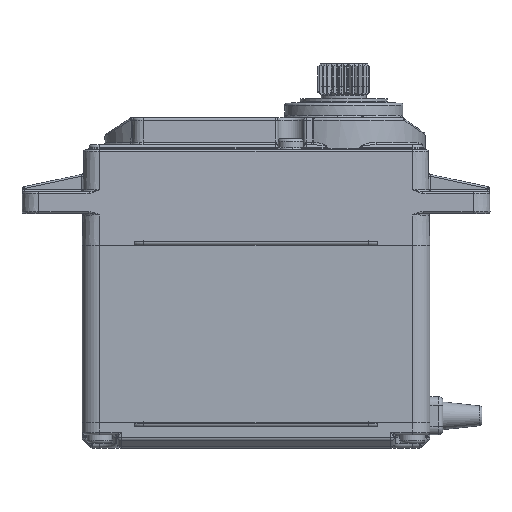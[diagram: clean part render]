
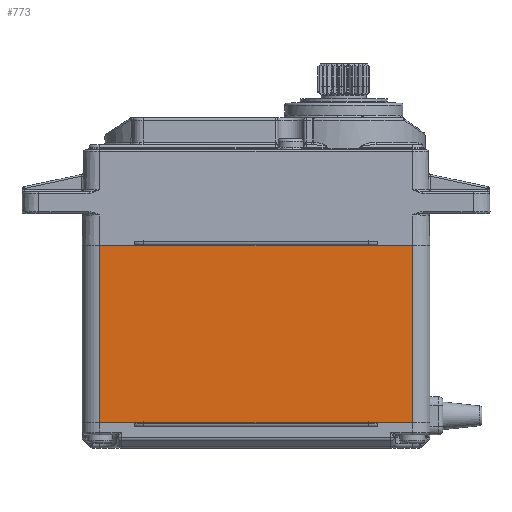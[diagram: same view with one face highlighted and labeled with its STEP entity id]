
A CAD part, top view. The second image highlights one B-rep face of the part: STEP entity #773.
In plain terms, the highlighted planar face has unit normal (0, 0, 1).
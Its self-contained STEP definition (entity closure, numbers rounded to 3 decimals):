
#152=DIRECTION('',(0.,1.,0.));
#153=VECTOR('',#152,20.4);
#154=CARTESIAN_POINT('',(-18.,-20.4,10.));
#155=LINE('',#154,#153);
#159=DIRECTION('',(0.,1.,0.));
#160=VECTOR('',#159,20.4);
#161=CARTESIAN_POINT('',(18.,-20.4,10.));
#162=LINE('',#161,#160);
#331=DIRECTION('',(1.,0.,0.));
#332=VECTOR('',#331,36.);
#333=CARTESIAN_POINT('',(-18.,-20.4,10.));
#334=LINE('',#333,#332);
#390=DIRECTION('',(1.,0.,0.));
#391=VECTOR('',#390,36.);
#392=CARTESIAN_POINT('',(-18.,0.,10.));
#393=LINE('',#392,#391);
#578=CARTESIAN_POINT('',(-18.,0.,10.));
#579=VERTEX_POINT('',#578);
#580=CARTESIAN_POINT('',(18.,0.,10.));
#581=VERTEX_POINT('',#580);
#594=CARTESIAN_POINT('',(-18.,-20.4,10.));
#595=VERTEX_POINT('',#594);
#596=CARTESIAN_POINT('',(18.,-20.4,10.));
#597=VERTEX_POINT('',#596);
#759=CARTESIAN_POINT('',(-18.,0.,10.));
#760=DIRECTION('',(0.,0.,1.));
#761=DIRECTION('',(1.,0.,0.));
#762=AXIS2_PLACEMENT_3D('',#759,#760,#761);
#763=PLANE('',#762);
#765=ORIENTED_EDGE('',*,*,#764,.F.);
#767=ORIENTED_EDGE('',*,*,#766,.F.);
#768=ORIENTED_EDGE('',*,*,#742,.T.);
#770=ORIENTED_EDGE('',*,*,#769,.T.);
#771=EDGE_LOOP('',(#765,#767,#768,#770));
#772=FACE_OUTER_BOUND('',#771,.F.);
#773=ADVANCED_FACE('',(#772),#763,.T.);
#742=EDGE_CURVE('',#595,#579,#155,.T.);
#764=EDGE_CURVE('',#597,#581,#162,.T.);
#766=EDGE_CURVE('',#595,#597,#334,.T.);
#769=EDGE_CURVE('',#579,#581,#393,.T.);
